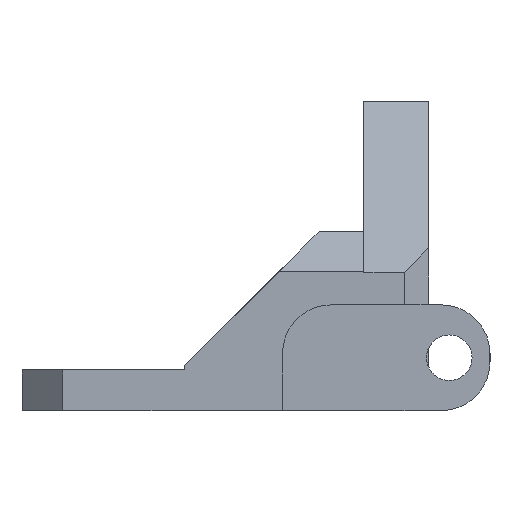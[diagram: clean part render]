
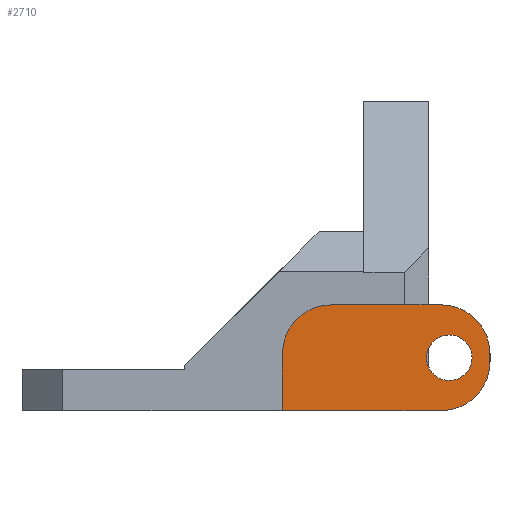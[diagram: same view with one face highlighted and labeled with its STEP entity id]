
A CAD part, left-side view. The second image highlights one B-rep face of the part: STEP entity #2710.
In plain terms, the highlighted planar face has unit normal (-1, 0, 0).
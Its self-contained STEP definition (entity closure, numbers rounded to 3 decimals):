
#72 = PLANE('',#73);
#73 = AXIS2_PLACEMENT_3D('',#74,#75,#76);
#74 = CARTESIAN_POINT('',(-45.75,9.,0.));
#75 = DIRECTION('',(0.,1.,0.));
#76 = DIRECTION('',(0.,0.,1.));
#181 = PLANE('',#182);
#182 = AXIS2_PLACEMENT_3D('',#183,#184,#185);
#183 = CARTESIAN_POINT('',(-22.378,6.649,
    0.));
#184 = DIRECTION('',(0.,0.,-1.));
#185 = DIRECTION('',(0.,-1.,0.));
#851 = VERTEX_POINT('',#852);
#852 = CARTESIAN_POINT('',(-62.25,9.,0.));
#873 = EDGE_CURVE('',#851,#874,#876,.T.);
#874 = VERTEX_POINT('',#875);
#875 = CARTESIAN_POINT('',(-62.25,9.,7.));
#876 = SURFACE_CURVE('',#877,(#881,#888),.PCURVE_S1.);
#877 = LINE('',#878,#879);
#878 = CARTESIAN_POINT('',(-62.25,9.,0.));
#879 = VECTOR('',#880,1.);
#880 = DIRECTION('',(0.,0.,1.));
#881 = PCURVE('',#72,#882);
#882 = DEFINITIONAL_REPRESENTATION('',(#883),#887);
#883 = LINE('',#884,#885);
#884 = CARTESIAN_POINT('',(0.,-16.5));
#885 = VECTOR('',#886,1.);
#886 = DIRECTION('',(1.,0.));
#887 = ( GEOMETRIC_REPRESENTATION_CONTEXT(2) 
PARAMETRIC_REPRESENTATION_CONTEXT() REPRESENTATION_CONTEXT('2D SPACE',''
  ) );
#888 = PCURVE('',#889,#894);
#889 = PLANE('',#890);
#890 = AXIS2_PLACEMENT_3D('',#891,#892,#893);
#891 = CARTESIAN_POINT('',(-62.25,-16.5,0.));
#892 = DIRECTION('',(1.,0.,0.));
#893 = DIRECTION('',(0.,0.,1.));
#894 = DEFINITIONAL_REPRESENTATION('',(#895),#899);
#895 = LINE('',#896,#897);
#896 = CARTESIAN_POINT('',(0.,-25.5));
#897 = VECTOR('',#898,1.);
#898 = DIRECTION('',(1.,0.));
#899 = ( GEOMETRIC_REPRESENTATION_CONTEXT(2) 
PARAMETRIC_REPRESENTATION_CONTEXT() REPRESENTATION_CONTEXT('2D SPACE',''
  ) );
#915 = CYLINDRICAL_SURFACE('',#916,6.);
#916 = AXIS2_PLACEMENT_3D('',#917,#918,#919);
#917 = CARTESIAN_POINT('',(-62.25,3.,7.));
#918 = DIRECTION('',(1.,0.,0.));
#919 = DIRECTION('',(0.,1.,0.));
#1171 = VERTEX_POINT('',#1172);
#1172 = CARTESIAN_POINT('',(-62.25,-10.5,0.));
#1186 = CYLINDRICAL_SURFACE('',#1187,6.);
#1187 = AXIS2_PLACEMENT_3D('',#1188,#1189,#1190);
#1188 = CARTESIAN_POINT('',(-62.25,-10.5,6.));
#1189 = DIRECTION('',(1.,0.,0.));
#1190 = DIRECTION('',(0.,-1.,0.));
#1198 = EDGE_CURVE('',#1171,#851,#1199,.T.);
#1199 = SURFACE_CURVE('',#1200,(#1204,#1211),.PCURVE_S1.);
#1200 = LINE('',#1201,#1202);
#1201 = CARTESIAN_POINT('',(-62.25,-16.5,0.));
#1202 = VECTOR('',#1203,1.);
#1203 = DIRECTION('',(0.,1.,0.));
#1204 = PCURVE('',#181,#1205);
#1205 = DEFINITIONAL_REPRESENTATION('',(#1206),#1210);
#1206 = LINE('',#1207,#1208);
#1207 = CARTESIAN_POINT('',(23.149,39.872));
#1208 = VECTOR('',#1209,1.);
#1209 = DIRECTION('',(-1.,0.));
#1210 = ( GEOMETRIC_REPRESENTATION_CONTEXT(2) 
PARAMETRIC_REPRESENTATION_CONTEXT() REPRESENTATION_CONTEXT('2D SPACE',''
  ) );
#1211 = PCURVE('',#889,#1212);
#1212 = DEFINITIONAL_REPRESENTATION('',(#1213),#1217);
#1213 = LINE('',#1214,#1215);
#1214 = CARTESIAN_POINT('',(0.,0.));
#1215 = VECTOR('',#1216,1.);
#1216 = DIRECTION('',(0.,-1.));
#1217 = ( GEOMETRIC_REPRESENTATION_CONTEXT(2) 
PARAMETRIC_REPRESENTATION_CONTEXT() REPRESENTATION_CONTEXT('2D SPACE',''
  ) );
#2632 = EDGE_CURVE('',#874,#2633,#2635,.T.);
#2633 = VERTEX_POINT('',#2634);
#2634 = CARTESIAN_POINT('',(-62.25,3.,13.));
#2635 = SURFACE_CURVE('',#2636,(#2641,#2648),.PCURVE_S1.);
#2636 = CIRCLE('',#2637,6.);
#2637 = AXIS2_PLACEMENT_3D('',#2638,#2639,#2640);
#2638 = CARTESIAN_POINT('',(-62.25,3.,7.));
#2639 = DIRECTION('',(1.,0.,-0.));
#2640 = DIRECTION('',(0.,0.,1.));
#2641 = PCURVE('',#915,#2642);
#2642 = DEFINITIONAL_REPRESENTATION('',(#2643),#2647);
#2643 = LINE('',#2644,#2645);
#2644 = CARTESIAN_POINT('',(-4.712,0.));
#2645 = VECTOR('',#2646,1.);
#2646 = DIRECTION('',(1.,0.));
#2647 = ( GEOMETRIC_REPRESENTATION_CONTEXT(2) 
PARAMETRIC_REPRESENTATION_CONTEXT() REPRESENTATION_CONTEXT('2D SPACE',''
  ) );
#2648 = PCURVE('',#889,#2649);
#2649 = DEFINITIONAL_REPRESENTATION('',(#2650),#2654);
#2650 = CIRCLE('',#2651,6.);
#2651 = AXIS2_PLACEMENT_2D('',#2652,#2653);
#2652 = CARTESIAN_POINT('',(7.,-19.5));
#2653 = DIRECTION('',(1.,0.));
#2654 = ( GEOMETRIC_REPRESENTATION_CONTEXT(2) 
PARAMETRIC_REPRESENTATION_CONTEXT() REPRESENTATION_CONTEXT('2D SPACE',''
  ) );
#2672 = PLANE('',#2673);
#2673 = AXIS2_PLACEMENT_3D('',#2674,#2675,#2676);
#2674 = CARTESIAN_POINT('',(-62.25,-16.5,13.));
#2675 = DIRECTION('',(0.,0.,1.));
#2676 = DIRECTION('',(1.,0.,0.));
#2710 = ADVANCED_FACE('',(#2711,#2742),#889,.F.);
#2711 = FACE_BOUND('',#2712,.F.);
#2712 = EDGE_LOOP('',(#2713));
#2713 = ORIENTED_EDGE('',*,*,#2714,.F.);
#2714 = EDGE_CURVE('',#2715,#2715,#2717,.T.);
#2715 = VERTEX_POINT('',#2716);
#2716 = CARTESIAN_POINT('',(-62.25,-11.5,3.7));
#2717 = SURFACE_CURVE('',#2718,(#2723,#2730),.PCURVE_S1.);
#2718 = CIRCLE('',#2719,2.8);
#2719 = AXIS2_PLACEMENT_3D('',#2720,#2721,#2722);
#2720 = CARTESIAN_POINT('',(-62.25,-11.5,6.5));
#2721 = DIRECTION('',(1.,0.,0.));
#2722 = DIRECTION('',(0.,0.,1.));
#2723 = PCURVE('',#889,#2724);
#2724 = DEFINITIONAL_REPRESENTATION('',(#2725),#2729);
#2725 = CIRCLE('',#2726,2.8);
#2726 = AXIS2_PLACEMENT_2D('',#2727,#2728);
#2727 = CARTESIAN_POINT('',(6.5,-5.));
#2728 = DIRECTION('',(1.,0.));
#2729 = ( GEOMETRIC_REPRESENTATION_CONTEXT(2) 
PARAMETRIC_REPRESENTATION_CONTEXT() REPRESENTATION_CONTEXT('2D SPACE',''
  ) );
#2730 = PCURVE('',#2731,#2736);
#2731 = CYLINDRICAL_SURFACE('',#2732,2.8);
#2732 = AXIS2_PLACEMENT_3D('',#2733,#2734,#2735);
#2733 = CARTESIAN_POINT('',(-63.,-11.5,6.5));
#2734 = DIRECTION('',(1.,0.,0.));
#2735 = DIRECTION('',(0.,0.,-1.));
#2736 = DEFINITIONAL_REPRESENTATION('',(#2737),#2741);
#2737 = LINE('',#2738,#2739);
#2738 = CARTESIAN_POINT('',(-3.142,0.75));
#2739 = VECTOR('',#2740,1.);
#2740 = DIRECTION('',(1.,0.));
#2741 = ( GEOMETRIC_REPRESENTATION_CONTEXT(2) 
PARAMETRIC_REPRESENTATION_CONTEXT() REPRESENTATION_CONTEXT('2D SPACE',''
  ) );
#2742 = FACE_BOUND('',#2743,.F.);
#2743 = EDGE_LOOP('',(#2744,#2774,#2796,#2797,#2798,#2799,#2822));
#2744 = ORIENTED_EDGE('',*,*,#2745,.F.);
#2745 = EDGE_CURVE('',#2746,#2748,#2750,.T.);
#2746 = VERTEX_POINT('',#2747);
#2747 = CARTESIAN_POINT('',(-62.25,-16.5,6.));
#2748 = VERTEX_POINT('',#2749);
#2749 = CARTESIAN_POINT('',(-62.25,-16.5,7.));
#2750 = SURFACE_CURVE('',#2751,(#2755,#2762),.PCURVE_S1.);
#2751 = LINE('',#2752,#2753);
#2752 = CARTESIAN_POINT('',(-62.25,-16.5,0.));
#2753 = VECTOR('',#2754,1.);
#2754 = DIRECTION('',(0.,0.,1.));
#2755 = PCURVE('',#889,#2756);
#2756 = DEFINITIONAL_REPRESENTATION('',(#2757),#2761);
#2757 = LINE('',#2758,#2759);
#2758 = CARTESIAN_POINT('',(0.,0.));
#2759 = VECTOR('',#2760,1.);
#2760 = DIRECTION('',(1.,0.));
#2761 = ( GEOMETRIC_REPRESENTATION_CONTEXT(2) 
PARAMETRIC_REPRESENTATION_CONTEXT() REPRESENTATION_CONTEXT('2D SPACE',''
  ) );
#2762 = PCURVE('',#2763,#2768);
#2763 = PLANE('',#2764);
#2764 = AXIS2_PLACEMENT_3D('',#2765,#2766,#2767);
#2765 = CARTESIAN_POINT('',(-62.25,-16.5,0.));
#2766 = DIRECTION('',(0.,1.,0.));
#2767 = DIRECTION('',(0.,0.,1.));
#2768 = DEFINITIONAL_REPRESENTATION('',(#2769),#2773);
#2769 = LINE('',#2770,#2771);
#2770 = CARTESIAN_POINT('',(0.,0.));
#2771 = VECTOR('',#2772,1.);
#2772 = DIRECTION('',(1.,0.));
#2773 = ( GEOMETRIC_REPRESENTATION_CONTEXT(2) 
PARAMETRIC_REPRESENTATION_CONTEXT() REPRESENTATION_CONTEXT('2D SPACE',''
  ) );
#2774 = ORIENTED_EDGE('',*,*,#2775,.T.);
#2775 = EDGE_CURVE('',#2746,#1171,#2776,.T.);
#2776 = SURFACE_CURVE('',#2777,(#2782,#2789),.PCURVE_S1.);
#2777 = CIRCLE('',#2778,6.);
#2778 = AXIS2_PLACEMENT_3D('',#2779,#2780,#2781);
#2779 = CARTESIAN_POINT('',(-62.25,-10.5,6.));
#2780 = DIRECTION('',(1.,0.,-0.));
#2781 = DIRECTION('',(0.,0.,1.));
#2782 = PCURVE('',#889,#2783);
#2783 = DEFINITIONAL_REPRESENTATION('',(#2784),#2788);
#2784 = CIRCLE('',#2785,6.);
#2785 = AXIS2_PLACEMENT_2D('',#2786,#2787);
#2786 = CARTESIAN_POINT('',(6.,-6.));
#2787 = DIRECTION('',(1.,0.));
#2788 = ( GEOMETRIC_REPRESENTATION_CONTEXT(2) 
PARAMETRIC_REPRESENTATION_CONTEXT() REPRESENTATION_CONTEXT('2D SPACE',''
  ) );
#2789 = PCURVE('',#1186,#2790);
#2790 = DEFINITIONAL_REPRESENTATION('',(#2791),#2795);
#2791 = LINE('',#2792,#2793);
#2792 = CARTESIAN_POINT('',(-1.571,0.));
#2793 = VECTOR('',#2794,1.);
#2794 = DIRECTION('',(1.,0.));
#2795 = ( GEOMETRIC_REPRESENTATION_CONTEXT(2) 
PARAMETRIC_REPRESENTATION_CONTEXT() REPRESENTATION_CONTEXT('2D SPACE',''
  ) );
#2796 = ORIENTED_EDGE('',*,*,#1198,.T.);
#2797 = ORIENTED_EDGE('',*,*,#873,.T.);
#2798 = ORIENTED_EDGE('',*,*,#2632,.T.);
#2799 = ORIENTED_EDGE('',*,*,#2800,.F.);
#2800 = EDGE_CURVE('',#2801,#2633,#2803,.T.);
#2801 = VERTEX_POINT('',#2802);
#2802 = CARTESIAN_POINT('',(-62.25,-10.5,13.));
#2803 = SURFACE_CURVE('',#2804,(#2808,#2815),.PCURVE_S1.);
#2804 = LINE('',#2805,#2806);
#2805 = CARTESIAN_POINT('',(-62.25,-16.5,13.));
#2806 = VECTOR('',#2807,1.);
#2807 = DIRECTION('',(0.,1.,0.));
#2808 = PCURVE('',#889,#2809);
#2809 = DEFINITIONAL_REPRESENTATION('',(#2810),#2814);
#2810 = LINE('',#2811,#2812);
#2811 = CARTESIAN_POINT('',(13.,0.));
#2812 = VECTOR('',#2813,1.);
#2813 = DIRECTION('',(0.,-1.));
#2814 = ( GEOMETRIC_REPRESENTATION_CONTEXT(2) 
PARAMETRIC_REPRESENTATION_CONTEXT() REPRESENTATION_CONTEXT('2D SPACE',''
  ) );
#2815 = PCURVE('',#2672,#2816);
#2816 = DEFINITIONAL_REPRESENTATION('',(#2817),#2821);
#2817 = LINE('',#2818,#2819);
#2818 = CARTESIAN_POINT('',(0.,0.));
#2819 = VECTOR('',#2820,1.);
#2820 = DIRECTION('',(0.,1.));
#2821 = ( GEOMETRIC_REPRESENTATION_CONTEXT(2) 
PARAMETRIC_REPRESENTATION_CONTEXT() REPRESENTATION_CONTEXT('2D SPACE',''
  ) );
#2822 = ORIENTED_EDGE('',*,*,#2823,.F.);
#2823 = EDGE_CURVE('',#2748,#2801,#2824,.T.);
#2824 = SURFACE_CURVE('',#2825,(#2830,#2841),.PCURVE_S1.);
#2825 = CIRCLE('',#2826,6.);
#2826 = AXIS2_PLACEMENT_3D('',#2827,#2828,#2829);
#2827 = CARTESIAN_POINT('',(-62.25,-10.5,7.));
#2828 = DIRECTION('',(-1.,0.,0.));
#2829 = DIRECTION('',(0.,0.,1.));
#2830 = PCURVE('',#889,#2831);
#2831 = DEFINITIONAL_REPRESENTATION('',(#2832),#2840);
#2832 = ( BOUNDED_CURVE() B_SPLINE_CURVE(2,(#2833,#2834,#2835,#2836,
#2837,#2838,#2839),.UNSPECIFIED.,.F.,.F.) B_SPLINE_CURVE_WITH_KNOTS((1,2
    ,2,2,2,1),(-2.094,0.,2.094,4.189,
6.283,8.378),.UNSPECIFIED.) CURVE() 
GEOMETRIC_REPRESENTATION_ITEM() RATIONAL_B_SPLINE_CURVE((1.,0.5,1.,0.5,
1.,0.5,1.)) REPRESENTATION_ITEM('') );
#2833 = CARTESIAN_POINT('',(13.,-6.));
#2834 = CARTESIAN_POINT('',(13.,-16.392));
#2835 = CARTESIAN_POINT('',(4.,-11.196));
#2836 = CARTESIAN_POINT('',(-5.,-6.));
#2837 = CARTESIAN_POINT('',(4.,-0.804));
#2838 = CARTESIAN_POINT('',(13.,4.392));
#2839 = CARTESIAN_POINT('',(13.,-6.));
#2840 = ( GEOMETRIC_REPRESENTATION_CONTEXT(2) 
PARAMETRIC_REPRESENTATION_CONTEXT() REPRESENTATION_CONTEXT('2D SPACE',''
  ) );
#2841 = PCURVE('',#2842,#2847);
#2842 = CYLINDRICAL_SURFACE('',#2843,6.);
#2843 = AXIS2_PLACEMENT_3D('',#2844,#2845,#2846);
#2844 = CARTESIAN_POINT('',(-62.25,-10.5,7.));
#2845 = DIRECTION('',(1.,0.,0.));
#2846 = DIRECTION('',(0.,-1.,0.));
#2847 = DEFINITIONAL_REPRESENTATION('',(#2848),#2852);
#2848 = LINE('',#2849,#2850);
#2849 = CARTESIAN_POINT('',(4.712,-0.));
#2850 = VECTOR('',#2851,1.);
#2851 = DIRECTION('',(-1.,0.));
#2852 = ( GEOMETRIC_REPRESENTATION_CONTEXT(2) 
PARAMETRIC_REPRESENTATION_CONTEXT() REPRESENTATION_CONTEXT('2D SPACE',''
  ) );
